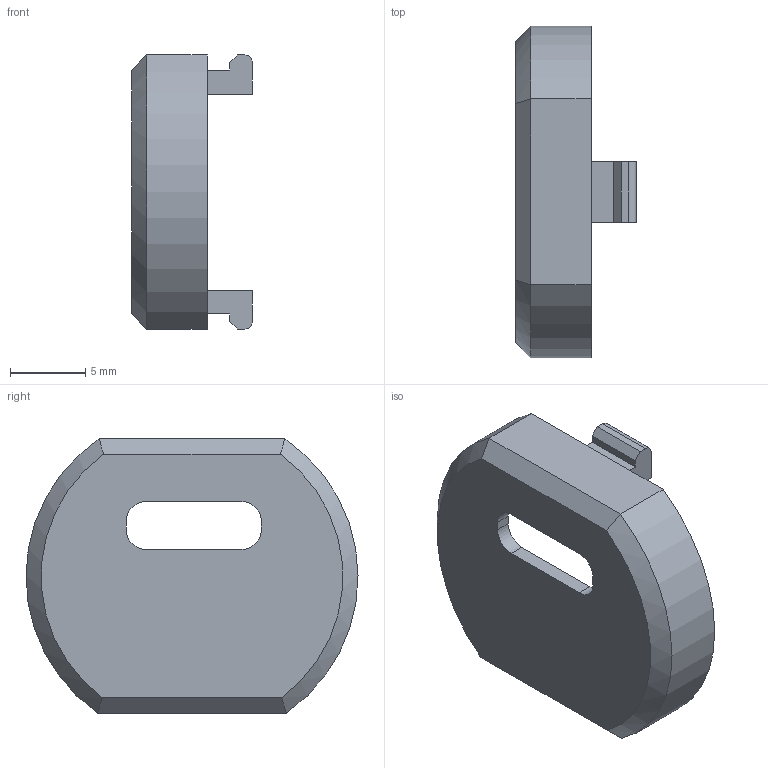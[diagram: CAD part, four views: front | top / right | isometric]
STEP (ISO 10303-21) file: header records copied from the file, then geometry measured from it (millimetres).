
FILE_DESCRIPTION(/* description */ ('KiCad electronic assembly'),/* implementation_level */ '2;1');
FILE_NAME(/* name */ 'LED4 v6.step',/* time_stamp */ '2024-08-20T08:43:56-07:00',/* author */ (''),/* organization */ (''),/* preprocessor_version */ 'ST-DEVELOPER v20',/* originating_system */ 'Autodesk Translation Framework v13.14.0.145',/* authorisation */ '');
FILE_SCHEMA (('AUTOMOTIVE_DESIGN { 1 0 10303 214 3 1 1 }'));
Length unit declared in the file: millimetre
Products named in the file (1): LED flashlight 1
Bounding box: 8 x 22 x 18.16 mm (x, y, z)
Volume: 649.5 mm3; surface area: 1312.3 mm2
Topology: 1 solids, 1 shells, 45 faces, 118 edges, 76 vertices
Faces by surface type: plane 31, cylinder 12, cone 2
Entity records: 1404 total; most frequent: CARTESIAN_POINT 252, ORIENTED_EDGE 236, DIRECTION 232, EDGE_CURVE 118, LINE 88, VECTOR 88, VERTEX_POINT 76, AXIS2_PLACEMENT_3D 72
